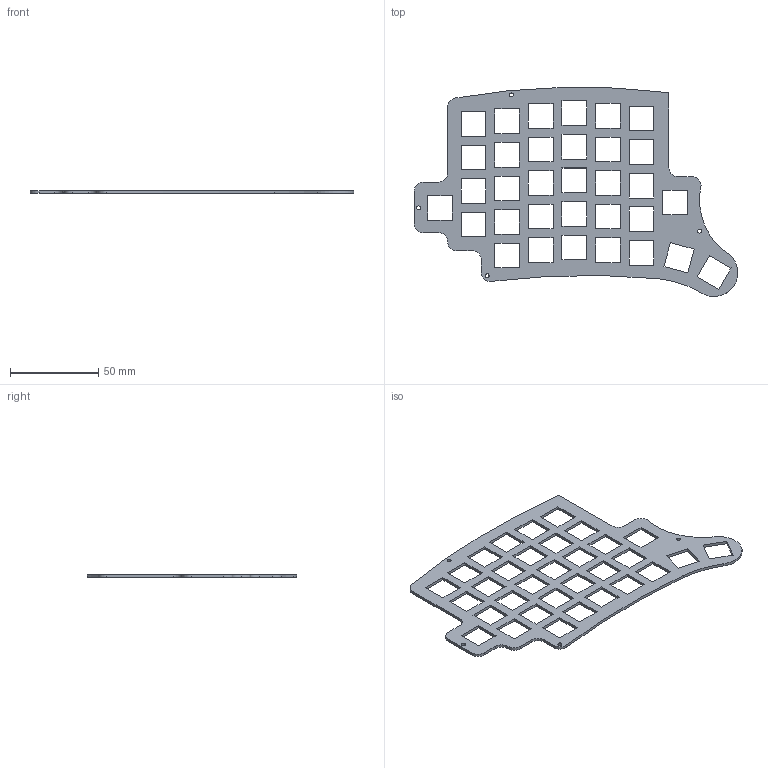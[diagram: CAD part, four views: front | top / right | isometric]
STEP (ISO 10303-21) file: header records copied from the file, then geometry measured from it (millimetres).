
FILE_DESCRIPTION(('KiCad electronic assembly'),'2;1');
FILE_NAME('Phoenixia66_3d.step','2024-06-01T13:31:11',('Pcbnew'),( 'Kicad'),'Open CASCADE STEP processor 7.7','KiCad to STEP converter' ,'Unknown');
FILE_SCHEMA(('AUTOMOTIVE_DESIGN { 1 0 10303 214 1 1 1 1 }'));
Length unit declared in the file: millimetre
Products named in the file (2): Phoenixia66_3d 1; _autosave-Ashwing66_3dprint_PCB
Assembly tree (1 placements, depth 2):
  Phoenixia66_3d 1
    _autosave-Ashwing66_3dprint_PCB
Bounding box: 183.55 x 118.61 x 1.6 mm (x, y, z)
Volume: 14028.7 mm3; surface area: 21413.8 mm2
Topology: 1 solids, 1 shells, 162 faces, 480 edges, 320 vertices
Faces by surface type: plane 142, cylinder 20
Full cylindrical faces by diameter (mm): 2.2 x4
Entity records: 5529 total; most frequent: CARTESIAN_POINT 964, ORIENTED_EDGE 960, DIRECTION 848, EDGE_CURVE 480, LINE 440, VECTOR 440, VERTEX_POINT 320, FACE_BOUND 236
